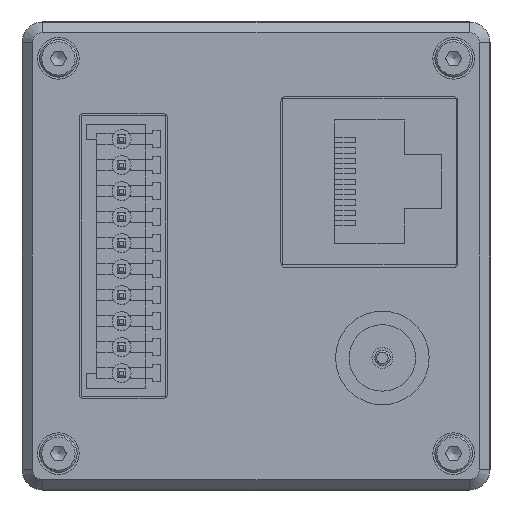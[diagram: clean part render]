
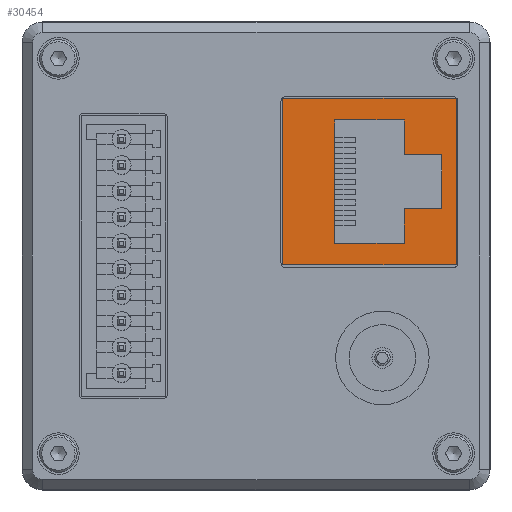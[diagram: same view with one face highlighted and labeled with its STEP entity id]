
A CAD part, front view. The second image highlights one B-rep face of the part: STEP entity #30454.
In plain terms, the highlighted planar face has unit normal (0, -1, 0).
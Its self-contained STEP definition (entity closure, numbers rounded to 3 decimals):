
#1940 = ORIENTED_EDGE ( 'NONE', *, *, #45208, .T. ) ;
#2285 = LINE ( 'NONE', #15847, #26431 ) ;
#5462 = DIRECTION ( 'NONE',  ( 1., 0., 0. ) ) ;
#5695 = CARTESIAN_POINT ( 'NONE',  ( 7.563, -41.9, 15.755 ) ) ;
#6520 = VECTOR ( 'NONE', #5462, 1000. ) ;
#7066 = ORIENTED_EDGE ( 'NONE', *, *, #90261, .T. ) ;
#8170 = CARTESIAN_POINT ( 'NONE',  ( 20.308, -41.9, 15.145 ) ) ;
#9637 = CARTESIAN_POINT ( 'NONE',  ( 17.862, -41.9, 15.755 ) ) ;
#10458 = VERTEX_POINT ( 'NONE', #63443 ) ;
#10520 = CARTESIAN_POINT ( 'NONE',  ( 1.508, -41.9, -0.855 ) ) ;
#11383 = LINE ( 'NONE', #32423, #57520 ) ;
#11754 = VERTEX_POINT ( 'NONE', #82543 ) ;
#12185 = EDGE_CURVE ( 'NONE', #24592, #66737, #11383, .T. ) ;
#12960 = DIRECTION ( 'NONE',  ( 1., 0., 0. ) ) ;
#13183 = VERTEX_POINT ( 'NONE', #70090 ) ;
#13809 = LINE ( 'NONE', #8170, #68428 ) ;
#14672 = LINE ( 'NONE', #29151, #49336 ) ;
#14949 = CARTESIAN_POINT ( 'NONE',  ( 2.558, -41.9, 15.145 ) ) ;
#15388 = ORIENTED_EDGE ( 'NONE', *, *, #90730, .T. ) ;
#15596 = DIRECTION ( 'NONE',  ( 0., 0., 1. ) ) ;
#15847 = CARTESIAN_POINT ( 'NONE',  ( 20.308, -41.9, 4.551 ) ) ;
#16646 = LINE ( 'NONE', #9637, #75601 ) ;
#16856 = VECTOR ( 'NONE', #12960, 1000. ) ;
#17075 = EDGE_CURVE ( 'NONE', #64773, #13183, #28920, .T. ) ;
#17101 = ORIENTED_EDGE ( 'NONE', *, *, #28835, .F. ) ;
#19278 = CARTESIAN_POINT ( 'NONE',  ( 20.308, -41.9, 15.755 ) ) ;
#19675 = ORIENTED_EDGE ( 'NONE', *, *, #12185, .T. ) ;
#19907 = CARTESIAN_POINT ( 'NONE',  ( 19.258, -41.9, 15.145 ) ) ;
#24592 = VERTEX_POINT ( 'NONE', #36852 ) ;
#26212 = CARTESIAN_POINT ( 'NONE',  ( 2.558, -41.9, -0.855 ) ) ;
#26431 = VECTOR ( 'NONE', #52338, 1000. ) ;
#26856 = ORIENTED_EDGE ( 'NONE', *, *, #17075, .T. ) ;
#27154 = ORIENTED_EDGE ( 'NONE', *, *, #33742, .T. ) ;
#27238 = CARTESIAN_POINT ( 'NONE',  ( 19.258, -41.9, 15.755 ) ) ;
#28835 = EDGE_CURVE ( 'NONE', #62793, #31688, #82949, .T. ) ;
#28920 = LINE ( 'NONE', #78952, #72078 ) ;
#29151 = CARTESIAN_POINT ( 'NONE',  ( 2.558, -41.9, 15.755 ) ) ;
#30454 = ADVANCED_FACE ( 'NONE', ( #38945, #67460 ), #32849, .T. ) ;
#31688 = VERTEX_POINT ( 'NONE', #26212 ) ;
#32423 = CARTESIAN_POINT ( 'NONE',  ( 14.253, -41.9, 15.755 ) ) ;
#32849 = PLANE ( 'NONE',  #68227 ) ;
#33742 = EDGE_CURVE ( 'NONE', #42366, #91354, #13809, .T. ) ;
#33975 = LINE ( 'NONE', #69522, #6520 ) ;
#34840 = ORIENTED_EDGE ( 'NONE', *, *, #41231, .F. ) ;
#35383 = CARTESIAN_POINT ( 'NONE',  ( 14.253, -41.9, 1.212 ) ) ;
#36852 = CARTESIAN_POINT ( 'NONE',  ( 14.253, -41.9, 13.078 ) ) ;
#37044 = VECTOR ( 'NONE', #42206, 1000. ) ;
#38521 = ORIENTED_EDGE ( 'NONE', *, *, #49953, .T. ) ;
#38945 = FACE_BOUND ( 'NONE', #84462, .T. ) ;
#39490 = DIRECTION ( 'NONE',  ( -1., 0., 0. ) ) ;
#41231 = EDGE_CURVE ( 'NONE', #31688, #91354, #14672, .T. ) ;
#41237 = LINE ( 'NONE', #5695, #56490 ) ;
#42206 = DIRECTION ( 'NONE',  ( 0., 0., -1. ) ) ;
#42366 = VERTEX_POINT ( 'NONE', #19907 ) ;
#45208 = EDGE_CURVE ( 'NONE', #66737, #10458, #33975, .T. ) ;
#46406 = ORIENTED_EDGE ( 'NONE', *, *, #90783, .T. ) ;
#49239 = CARTESIAN_POINT ( 'NONE',  ( 14.253, -41.9, 15.755 ) ) ;
#49259 = CARTESIAN_POINT ( 'NONE',  ( 7.563, -41.9, 13.078 ) ) ;
#49336 = VECTOR ( 'NONE', #15596, 1000. ) ;
#49953 = EDGE_CURVE ( 'NONE', #10458, #11754, #16646, .T. ) ;
#52338 = DIRECTION ( 'NONE',  ( -1., 0., 0. ) ) ;
#54360 = DIRECTION ( 'NONE',  ( 1., 0., 0. ) ) ;
#54957 = DIRECTION ( 'NONE',  ( 0., 0., -1. ) ) ;
#55783 = LINE ( 'NONE', #49239, #37044 ) ;
#56490 = VECTOR ( 'NONE', #56649, 1000. ) ;
#56649 = DIRECTION ( 'NONE',  ( 0., 0., 1. ) ) ;
#57230 = VERTEX_POINT ( 'NONE', #91893 ) ;
#57520 = VECTOR ( 'NONE', #83357, 1000. ) ;
#57748 = DIRECTION ( 'NONE',  ( -1., 0., 0. ) ) ;
#59944 = EDGE_LOOP ( 'NONE', ( #17101, #15388, #27154, #34840 ) ) ;
#61361 = DIRECTION ( 'NONE',  ( 0., -1., 0. ) ) ;
#62326 = LINE ( 'NONE', #27238, #72997 ) ;
#62793 = VERTEX_POINT ( 'NONE', #82312 ) ;
#62970 = LINE ( 'NONE', #77468, #16856 ) ;
#63443 = CARTESIAN_POINT ( 'NONE',  ( 17.862, -41.9, 9.738 ) ) ;
#63609 = ORIENTED_EDGE ( 'NONE', *, *, #89644, .T. ) ;
#64773 = VERTEX_POINT ( 'NONE', #35383 ) ;
#66737 = VERTEX_POINT ( 'NONE', #72084 ) ;
#67377 = VERTEX_POINT ( 'NONE', #49259 ) ;
#67460 = FACE_OUTER_BOUND ( 'NONE', #59944, .T. ) ;
#68227 = AXIS2_PLACEMENT_3D ( 'NONE', #19278, #61361, #54360 ) ;
#68428 = VECTOR ( 'NONE', #57748, 1000. ) ;
#69522 = CARTESIAN_POINT ( 'NONE',  ( 20.308, -41.9, 9.738 ) ) ;
#70090 = CARTESIAN_POINT ( 'NONE',  ( 7.563, -41.9, 1.212 ) ) ;
#72078 = VECTOR ( 'NONE', #85964, 1000. ) ;
#72084 = CARTESIAN_POINT ( 'NONE',  ( 14.253, -41.9, 9.738 ) ) ;
#72997 = VECTOR ( 'NONE', #84284, 1000. ) ;
#75601 = VECTOR ( 'NONE', #54957, 1000. ) ;
#76974 = VECTOR ( 'NONE', #39490, 1000. ) ;
#77468 = CARTESIAN_POINT ( 'NONE',  ( 20.308, -41.9, 13.078 ) ) ;
#78952 = CARTESIAN_POINT ( 'NONE',  ( 20.308, -41.9, 1.212 ) ) ;
#81405 = ORIENTED_EDGE ( 'NONE', *, *, #81870, .T. ) ;
#81870 = EDGE_CURVE ( 'NONE', #67377, #24592, #62970, .T. ) ;
#82312 = CARTESIAN_POINT ( 'NONE',  ( 19.258, -41.9, -0.855 ) ) ;
#82543 = CARTESIAN_POINT ( 'NONE',  ( 17.862, -41.9, 4.551 ) ) ;
#82949 = LINE ( 'NONE', #10520, #76974 ) ;
#83357 = DIRECTION ( 'NONE',  ( 0., 0., -1. ) ) ;
#84284 = DIRECTION ( 'NONE',  ( 0., 0., 1. ) ) ;
#84462 = EDGE_LOOP ( 'NONE', ( #1940, #38521, #7066, #46406, #26856, #63609, #81405, #19675 ) ) ;
#85964 = DIRECTION ( 'NONE',  ( -1., 0., 0. ) ) ;
#89644 = EDGE_CURVE ( 'NONE', #13183, #67377, #41237, .T. ) ;
#90261 = EDGE_CURVE ( 'NONE', #11754, #57230, #2285, .T. ) ;
#90730 = EDGE_CURVE ( 'NONE', #62793, #42366, #62326, .T. ) ;
#90783 = EDGE_CURVE ( 'NONE', #57230, #64773, #55783, .T. ) ;
#91354 = VERTEX_POINT ( 'NONE', #14949 ) ;
#91893 = CARTESIAN_POINT ( 'NONE',  ( 14.253, -41.9, 4.551 ) ) ;
